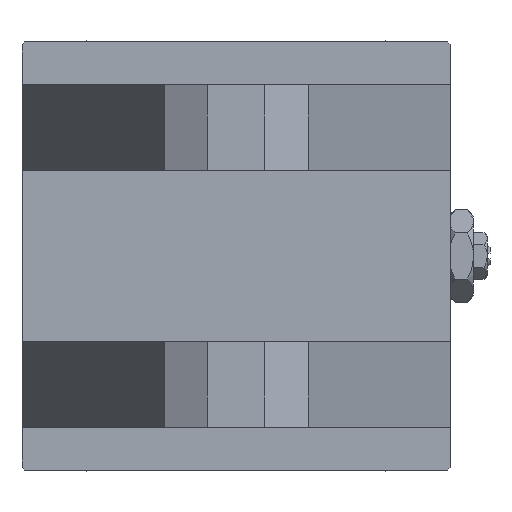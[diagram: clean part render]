
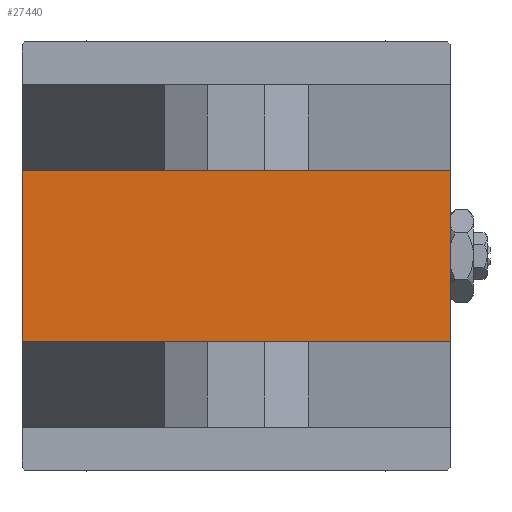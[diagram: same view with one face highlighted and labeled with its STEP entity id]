
A CAD part, left-side view. The second image highlights one B-rep face of the part: STEP entity #27440.
In plain terms, the highlighted planar face has unit normal (-1, 0, 0).
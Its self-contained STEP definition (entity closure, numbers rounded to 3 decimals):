
#1808 = DIRECTION ( 'NONE',  ( 0., 0., -1. ) ) ;
#3849 = CARTESIAN_POINT ( 'NONE',  ( 0., -15., -37.5 ) ) ;
#4874 = DIRECTION ( 'NONE',  ( 0., -1., 0. ) ) ;
#6015 = EDGE_CURVE ( 'NONE', #28719, #13692, #36400, .T. ) ;
#7521 = AXIS2_PLACEMENT_3D ( 'NONE', #32763, #11539, #36708 ) ;
#7716 = VECTOR ( 'NONE', #8254, 1000. ) ;
#8254 = DIRECTION ( 'NONE',  ( 0., 0., -1. ) ) ;
#8381 = DIRECTION ( 'NONE',  ( 0., -1., 0. ) ) ;
#8400 = VECTOR ( 'NONE', #1808, 1000. ) ;
#9304 = EDGE_CURVE ( 'NONE', #13692, #23293, #20675, .T. ) ;
#9984 = EDGE_LOOP ( 'NONE', ( #50036, #18090, #23488, #23541 ) ) ;
#11539 = DIRECTION ( 'NONE',  ( -1., 0., 0. ) ) ;
#13692 = VERTEX_POINT ( 'NONE', #39837 ) ;
#15982 = VECTOR ( 'NONE', #8381, 1000. ) ;
#18090 = ORIENTED_EDGE ( 'NONE', *, *, #28139, .F. ) ;
#20675 = LINE ( 'NONE', #40666, #50647 ) ;
#23293 = VERTEX_POINT ( 'NONE', #3849 ) ;
#23488 = ORIENTED_EDGE ( 'NONE', *, *, #49211, .F. ) ;
#23541 = ORIENTED_EDGE ( 'NONE', *, *, #6015, .T. ) ;
#23928 = LINE ( 'NONE', #28373, #15982 ) ;
#26277 = VERTEX_POINT ( 'NONE', #38640 ) ;
#27440 = ADVANCED_FACE ( 'NONE', ( #47321 ), #36979, .T. ) ;
#28139 = EDGE_CURVE ( 'NONE', #26277, #23293, #41061, .T. ) ;
#28373 = CARTESIAN_POINT ( 'NONE',  ( 0., 37.5, 37.5 ) ) ;
#28719 = VERTEX_POINT ( 'NONE', #41860 ) ;
#32763 = CARTESIAN_POINT ( 'NONE',  ( 0., 0., 0. ) ) ;
#36400 = LINE ( 'NONE', #48488, #7716 ) ;
#36708 = DIRECTION ( 'NONE',  ( 0., 0., 1. ) ) ;
#36979 = PLANE ( 'NONE',  #7521 ) ;
#38640 = CARTESIAN_POINT ( 'NONE',  ( 0., -15., 37.5 ) ) ;
#39837 = CARTESIAN_POINT ( 'NONE',  ( 0., 15., -37.5 ) ) ;
#40666 = CARTESIAN_POINT ( 'NONE',  ( 0., 37.5, -37.5 ) ) ;
#41061 = LINE ( 'NONE', #44739, #8400 ) ;
#41860 = CARTESIAN_POINT ( 'NONE',  ( 0., 15., 37.5 ) ) ;
#44739 = CARTESIAN_POINT ( 'NONE',  ( 0., -15., 37.5 ) ) ;
#47321 = FACE_OUTER_BOUND ( 'NONE', #9984, .T. ) ;
#48488 = CARTESIAN_POINT ( 'NONE',  ( 0., 15., 37.5 ) ) ;
#49211 = EDGE_CURVE ( 'NONE', #28719, #26277, #23928, .T. ) ;
#50036 = ORIENTED_EDGE ( 'NONE', *, *, #9304, .T. ) ;
#50647 = VECTOR ( 'NONE', #4874, 1000. ) ;
